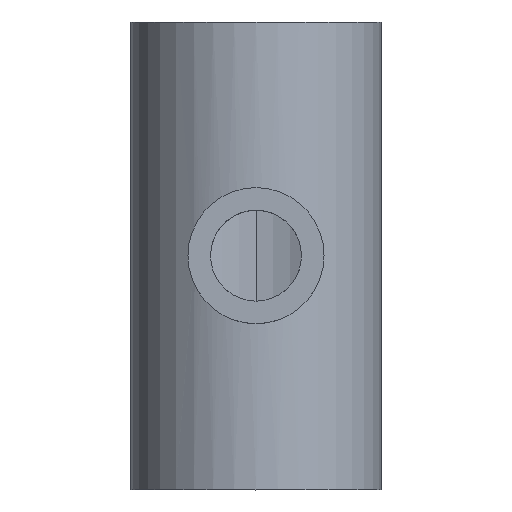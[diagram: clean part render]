
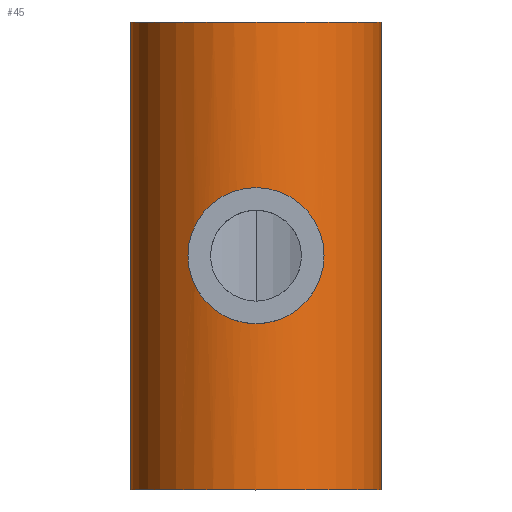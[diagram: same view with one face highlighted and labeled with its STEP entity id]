
A CAD part, top view. The second image highlights one B-rep face of the part: STEP entity #45.
In plain terms, the highlighted cylindrical face has radius 38.5 mm (diameter 77 mm), a partial arc.
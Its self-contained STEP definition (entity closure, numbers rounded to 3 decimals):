
#45=ADVANCED_FACE('',(#103,#104),#105,.T.);
#103=FACE_OUTER_BOUND('',#178,.T.);
#104=FACE_BOUND('',#179,.T.);
#105=CYLINDRICAL_SURFACE('',#180,38.5);
#178=EDGE_LOOP('',(#247,#248,#249,#250));
#179=EDGE_LOOP('',(#251,#252));
#180=AXIS2_PLACEMENT_3D('',#253,#254,#255);
#247=ORIENTED_EDGE('',*,*,#418,.F.);
#248=ORIENTED_EDGE('',*,*,#419,.F.);
#249=ORIENTED_EDGE('',*,*,#420,.F.);
#250=ORIENTED_EDGE('',*,*,#421,.F.);
#251=ORIENTED_EDGE('',*,*,#422,.T.);
#252=ORIENTED_EDGE('',*,*,#423,.T.);
#253=CARTESIAN_POINT('',(0.0,0.0,0.0));
#254=DIRECTION('',(0.0,-1.0,0.0));
#255=DIRECTION('',(1.0,0.0,0.0));
#418=EDGE_CURVE('',#484,#485,#486,.T.);
#419=EDGE_CURVE('',#487,#484,#488,.T.);
#420=EDGE_CURVE('',#489,#487,#490,.T.);
#421=EDGE_CURVE('',#485,#489,#491,.T.);
#422=EDGE_CURVE('',#492,#493,#494,.T.);
#423=EDGE_CURVE('',#493,#492,#495,.T.);
#484=VERTEX_POINT('',#580);
#485=VERTEX_POINT('',#581);
#486=LINE('',#582,#583);
#487=VERTEX_POINT('',#584);
#488=CIRCLE('',#585,38.5);
#489=VERTEX_POINT('',#586);
#490=LINE('',#587,#588);
#491=CIRCLE('',#589,38.5);
#492=VERTEX_POINT('',#590);
#493=VERTEX_POINT('',#591);
#494=B_SPLINE_CURVE_WITH_KNOTS('',3,(#592,#593,#594,#595,#596,#597,#598,#599,#600,#601,#602,#603,#604,#605,#606,#607,#608,#609,#610,#611,#612,#613,#614,#615,#616,#617,#618,#619,#620,#621,#622,#623,#624,#625,#626,#627,#628,#629,#630,#631,#632,#633,#634,#635,#636,#637),.UNSPECIFIED.,.F.,.F.,(4,2,2,2,2,2,2,2,2,2,2,2,2,2,2,2,2,2,2,2,2,2,4),(0.0,1.827,3.654,5.481,7.308,10.963,14.617,18.262,21.907,25.551,27.374,29.196,31.019,32.841,36.486,40.131,43.776,47.43,51.084,52.911,54.738,56.566,58.393),.UNSPECIFIED.);
#495=B_SPLINE_CURVE_WITH_KNOTS('',3,(#638,#639,#640,#641,#642,#643,#644,#645,#646,#647,#648,#649,#650,#651,#652,#653,#654,#655,#656,#657,#658,#659,#660,#661,#662,#663,#664,#665,#666,#667,#668,#669,#670,#671,#672,#673,#674,#675,#676,#677,#678,#679,#680,#681,#682,#683),.UNSPECIFIED.,.F.,.F.,(4,2,2,2,2,2,2,2,2,2,2,2,2,2,2,2,2,2,2,2,2,2,4),(58.393,60.22,62.047,63.874,65.701,69.355,73.01,76.654,80.299,83.944,85.767,87.589,89.411,91.234,94.879,98.524,102.168,105.823,109.477,111.304,113.131,114.958,116.785),.UNSPECIFIED.);
#580=CARTESIAN_POINT('',(38.5,72.0,0.0));
#581=CARTESIAN_POINT('',(38.5,-72.0,0.0));
#582=CARTESIAN_POINT('',(38.5,0.0,0.));
#583=VECTOR('',#848,1.0);
#584=CARTESIAN_POINT('',(-38.5,72.0,0.));
#585=AXIS2_PLACEMENT_3D('',#849,#850,#851);
#586=CARTESIAN_POINT('',(-38.5,-72.0,0.));
#587=CARTESIAN_POINT('',(-38.5,0.0,0.));
#588=VECTOR('',#852,1.0);
#589=AXIS2_PLACEMENT_3D('',#853,#854,#855);
#590=CARTESIAN_POINT('',(19.0,0.0,33.485));
#591=CARTESIAN_POINT('',(-19.0,0.,33.485));
#592=CARTESIAN_POINT('',(19.0,0.0,33.485));
#593=CARTESIAN_POINT('',(19.0,-0.609,33.485));
#594=CARTESIAN_POINT('',(18.971,-1.226,33.502));
#595=CARTESIAN_POINT('',(18.85,-2.465,33.57));
#596=CARTESIAN_POINT('',(18.758,-3.087,33.621));
#597=CARTESIAN_POINT('',(18.512,-4.324,33.757));
#598=CARTESIAN_POINT('',(18.358,-4.938,33.842));
#599=CARTESIAN_POINT('',(17.988,-6.15,34.04));
#600=CARTESIAN_POINT('',(17.773,-6.747,34.153));
#601=CARTESIAN_POINT('',(17.042,-8.496,34.527));
#602=CARTESIAN_POINT('',(16.438,-9.608,34.823));
#603=CARTESIAN_POINT('',(15.052,-11.661,35.444));
#604=CARTESIAN_POINT('',(14.268,-12.602,35.77));
#605=CARTESIAN_POINT('',(12.604,-14.266,36.389));
#606=CARTESIAN_POINT('',(11.664,-15.049,36.706));
#607=CARTESIAN_POINT('',(9.611,-16.437,37.296));
#608=CARTESIAN_POINT('',(8.497,-17.041,37.569));
#609=CARTESIAN_POINT('',(6.162,-18.018,38.022));
#610=CARTESIAN_POINT('',(4.938,-18.39,38.202));
#611=CARTESIAN_POINT('',(3.083,-18.759,38.381));
#612=CARTESIAN_POINT('',(2.462,-18.85,38.426));
#613=CARTESIAN_POINT('',(1.224,-18.971,38.486));
#614=CARTESIAN_POINT('',(0.607,-19.0,38.5));
#615=CARTESIAN_POINT('',(-0.607,-19.0,38.5));
#616=CARTESIAN_POINT('',(-1.224,-18.971,38.486));
#617=CARTESIAN_POINT('',(-2.462,-18.85,38.426));
#618=CARTESIAN_POINT('',(-3.083,-18.759,38.381));
#619=CARTESIAN_POINT('',(-4.938,-18.39,38.202));
#620=CARTESIAN_POINT('',(-6.162,-18.018,38.022));
#621=CARTESIAN_POINT('',(-8.497,-17.041,37.569));
#622=CARTESIAN_POINT('',(-9.611,-16.437,37.296));
#623=CARTESIAN_POINT('',(-11.664,-15.049,36.706));
#624=CARTESIAN_POINT('',(-12.604,-14.266,36.389));
#625=CARTESIAN_POINT('',(-14.268,-12.602,35.77));
#626=CARTESIAN_POINT('',(-15.052,-11.661,35.444));
#627=CARTESIAN_POINT('',(-16.438,-9.608,34.823));
#628=CARTESIAN_POINT('',(-17.042,-8.496,34.527));
#629=CARTESIAN_POINT('',(-17.773,-6.747,34.153));
#630=CARTESIAN_POINT('',(-17.988,-6.15,34.04));
#631=CARTESIAN_POINT('',(-18.358,-4.938,33.842));
#632=CARTESIAN_POINT('',(-18.512,-4.324,33.757));
#633=CARTESIAN_POINT('',(-18.758,-3.087,33.621));
#634=CARTESIAN_POINT('',(-18.85,-2.465,33.57));
#635=CARTESIAN_POINT('',(-18.971,-1.226,33.502));
#636=CARTESIAN_POINT('',(-19.0,-0.609,33.485));
#637=CARTESIAN_POINT('',(-19.0,0.,33.485));
#638=CARTESIAN_POINT('',(-19.0,0.,33.485));
#639=CARTESIAN_POINT('',(-19.0,0.609,33.485));
#640=CARTESIAN_POINT('',(-18.971,1.226,33.502));
#641=CARTESIAN_POINT('',(-18.85,2.465,33.57));
#642=CARTESIAN_POINT('',(-18.758,3.087,33.621));
#643=CARTESIAN_POINT('',(-18.512,4.324,33.757));
#644=CARTESIAN_POINT('',(-18.358,4.938,33.842));
#645=CARTESIAN_POINT('',(-17.988,6.15,34.04));
#646=CARTESIAN_POINT('',(-17.773,6.747,34.153));
#647=CARTESIAN_POINT('',(-17.042,8.496,34.527));
#648=CARTESIAN_POINT('',(-16.438,9.608,34.823));
#649=CARTESIAN_POINT('',(-15.052,11.661,35.444));
#650=CARTESIAN_POINT('',(-14.268,12.602,35.77));
#651=CARTESIAN_POINT('',(-12.604,14.266,36.389));
#652=CARTESIAN_POINT('',(-11.664,15.049,36.706));
#653=CARTESIAN_POINT('',(-9.611,16.437,37.296));
#654=CARTESIAN_POINT('',(-8.497,17.041,37.569));
#655=CARTESIAN_POINT('',(-6.162,18.018,38.022));
#656=CARTESIAN_POINT('',(-4.938,18.39,38.202));
#657=CARTESIAN_POINT('',(-3.083,18.759,38.381));
#658=CARTESIAN_POINT('',(-2.462,18.85,38.426));
#659=CARTESIAN_POINT('',(-1.224,18.971,38.486));
#660=CARTESIAN_POINT('',(-0.607,19.0,38.5));
#661=CARTESIAN_POINT('',(0.607,19.0,38.5));
#662=CARTESIAN_POINT('',(1.224,18.971,38.486));
#663=CARTESIAN_POINT('',(2.462,18.85,38.426));
#664=CARTESIAN_POINT('',(3.083,18.759,38.381));
#665=CARTESIAN_POINT('',(4.938,18.39,38.202));
#666=CARTESIAN_POINT('',(6.162,18.018,38.022));
#667=CARTESIAN_POINT('',(8.497,17.041,37.569));
#668=CARTESIAN_POINT('',(9.611,16.437,37.296));
#669=CARTESIAN_POINT('',(11.664,15.049,36.706));
#670=CARTESIAN_POINT('',(12.604,14.266,36.389));
#671=CARTESIAN_POINT('',(14.268,12.602,35.77));
#672=CARTESIAN_POINT('',(15.052,11.661,35.444));
#673=CARTESIAN_POINT('',(16.438,9.608,34.823));
#674=CARTESIAN_POINT('',(17.042,8.496,34.527));
#675=CARTESIAN_POINT('',(17.773,6.747,34.153));
#676=CARTESIAN_POINT('',(17.988,6.15,34.04));
#677=CARTESIAN_POINT('',(18.358,4.938,33.842));
#678=CARTESIAN_POINT('',(18.512,4.324,33.757));
#679=CARTESIAN_POINT('',(18.758,3.087,33.621));
#680=CARTESIAN_POINT('',(18.85,2.465,33.57));
#681=CARTESIAN_POINT('',(18.971,1.226,33.502));
#682=CARTESIAN_POINT('',(19.0,0.609,33.485));
#683=CARTESIAN_POINT('',(19.0,0.0,33.485));
#848=DIRECTION('',(0.0,-1.0,0.0));
#849=CARTESIAN_POINT('',(0.0,72.0,0.0));
#850=DIRECTION('',(-0.0,1.0,0.0));
#851=DIRECTION('',(1.0,0.0,0.0));
#852=DIRECTION('',(-0.0,1.0,-0.0));
#853=CARTESIAN_POINT('',(0.0,-72.0,0.0));
#854=DIRECTION('',(0.0,-1.0,0.0));
#855=DIRECTION('',(1.0,0.0,0.0));
